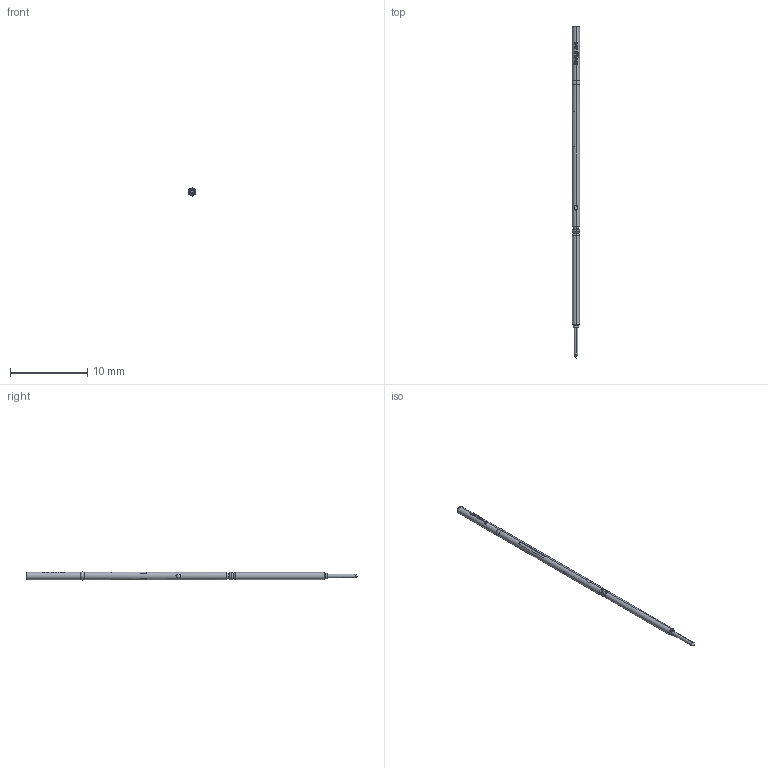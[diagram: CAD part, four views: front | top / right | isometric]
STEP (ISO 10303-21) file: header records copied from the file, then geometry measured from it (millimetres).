
FILE_DESCRIPTION (( 'STEP AP203' ), '1' );
FILE_NAME ('INGUN_KS-550_WL.STEP', '2022-02-09T05:29:25', ( 'ochi' ), ( '' ), 'SwSTEP 2.0', 'SolidWorks 2018', '' );
FILE_SCHEMA (( 'CONFIG_CONTROL_DESIGN' ));
Length unit declared in the file: millimetre
Products named in the file (1): INGUN_KS-550_WL
Bounding box: 1.03 x 43.1 x 1.04 mm (x, y, z)
Volume: 27.9 mm3; surface area: 123.2 mm2
Topology: 1 solids, 1 shells, 132 faces, 348 edges, 226 vertices
Faces by surface type: plane 59, cylinder 39, bspline 22, torus 12
Entity records: 4481 total; most frequent: CARTESIAN_POINT 1298, ORIENTED_EDGE 696, DIRECTION 589, EDGE_CURVE 348, AXIS2_PLACEMENT_3D 233, VERTEX_POINT 226, EDGE_LOOP 140, ADVANCED_FACE 132
